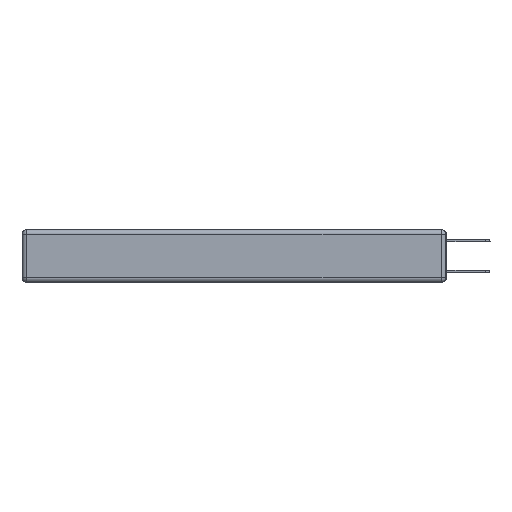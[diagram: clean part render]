
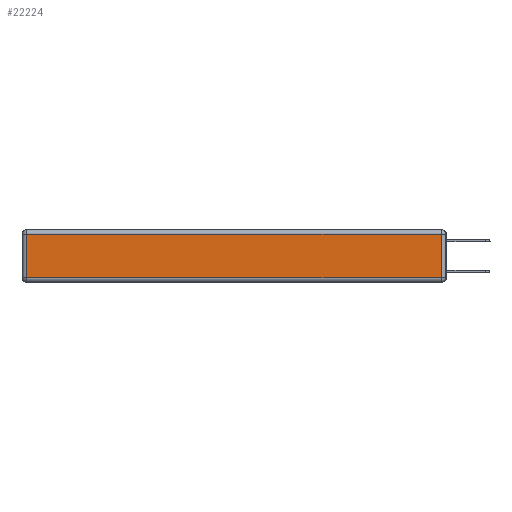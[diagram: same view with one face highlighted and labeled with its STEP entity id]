
A CAD part, left-side view. The second image highlights one B-rep face of the part: STEP entity #22224.
In plain terms, the highlighted planar face has unit normal (-1, 0, 0).
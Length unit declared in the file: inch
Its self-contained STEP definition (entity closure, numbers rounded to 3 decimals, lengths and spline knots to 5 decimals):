
#342 = VECTOR ( 'NONE', #20656, 39.37008 ) ;
#599 = CARTESIAN_POINT ( 'NONE',  ( 0., 2.72, -0.313 ) ) ;
#791 = PLANE ( 'NONE',  #1403 ) ;
#1403 = AXIS2_PLACEMENT_3D ( 'NONE', #10287, #18061, #17899 ) ;
#2068 = EDGE_CURVE ( 'NONE', #21640, #4633, #14318, .T. ) ;
#3198 = VECTOR ( 'NONE', #5718, 39.37008 ) ;
#4333 = CARTESIAN_POINT ( 'NONE',  ( 0., 0.03, -0.313 ) ) ;
#4633 = VERTEX_POINT ( 'NONE', #21034 ) ;
#5122 = DIRECTION ( 'NONE',  ( 0., 1., 0. ) ) ;
#5277 = CARTESIAN_POINT ( 'NONE',  ( 0., 2.75, -0.03 ) ) ;
#5409 = LINE ( 'NONE', #24559, #342 ) ;
#5718 = DIRECTION ( 'NONE',  ( 0., 0., 1. ) ) ;
#7593 = ORIENTED_EDGE ( 'NONE', *, *, #2068, .T. ) ;
#7672 = EDGE_LOOP ( 'NONE', ( #11924, #7593, #18252, #21064 ) ) ;
#7796 = EDGE_CURVE ( 'NONE', #4633, #15479, #19017, .T. ) ;
#9355 = EDGE_CURVE ( 'NONE', #15479, #21093, #5409, .T. ) ;
#10080 = VECTOR ( 'NONE', #16631, 39.37008 ) ;
#10287 = CARTESIAN_POINT ( 'NONE',  ( 0., 0., -0.343 ) ) ;
#11924 = ORIENTED_EDGE ( 'NONE', *, *, #16690, .T. ) ;
#14318 = LINE ( 'NONE', #15290, #3198 ) ;
#14564 = FACE_OUTER_BOUND ( 'NONE', #7672, .T. ) ;
#15171 = LINE ( 'NONE', #24310, #10080 ) ;
#15290 = CARTESIAN_POINT ( 'NONE',  ( 0., 0.03, -0.343 ) ) ;
#15479 = VERTEX_POINT ( 'NONE', #19387 ) ;
#16631 = DIRECTION ( 'NONE',  ( 0., -1., 0. ) ) ;
#16690 = EDGE_CURVE ( 'NONE', #21093, #21640, #15171, .T. ) ;
#17899 = DIRECTION ( 'NONE',  ( 0., 0., 1. ) ) ;
#18061 = DIRECTION ( 'NONE',  ( -1., 0., 0. ) ) ;
#18252 = ORIENTED_EDGE ( 'NONE', *, *, #7796, .T. ) ;
#18410 = VECTOR ( 'NONE', #5122, 39.37008 ) ;
#19017 = LINE ( 'NONE', #5277, #18410 ) ;
#19387 = CARTESIAN_POINT ( 'NONE',  ( 0., 2.72, -0.03 ) ) ;
#20656 = DIRECTION ( 'NONE',  ( 0., 0., -1. ) ) ;
#21034 = CARTESIAN_POINT ( 'NONE',  ( 0., 0.03, -0.03 ) ) ;
#21064 = ORIENTED_EDGE ( 'NONE', *, *, #9355, .T. ) ;
#21093 = VERTEX_POINT ( 'NONE', #599 ) ;
#21640 = VERTEX_POINT ( 'NONE', #4333 ) ;
#22224 = ADVANCED_FACE ( 'NONE', ( #14564 ), #791, .T. ) ;
#24310 = CARTESIAN_POINT ( 'NONE',  ( 0., 0., -0.313 ) ) ;
#24559 = CARTESIAN_POINT ( 'NONE',  ( 0., 2.72, -0.343 ) ) ;
